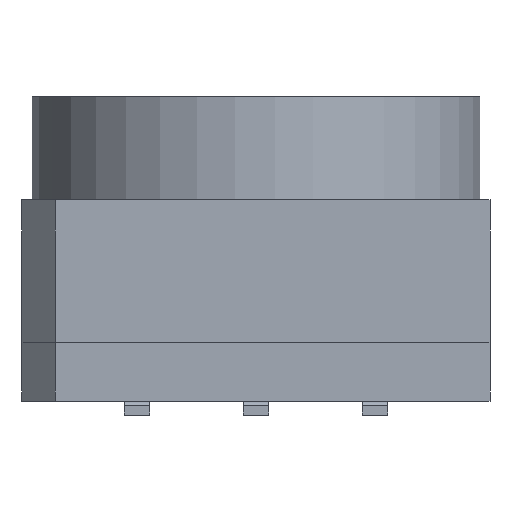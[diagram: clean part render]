
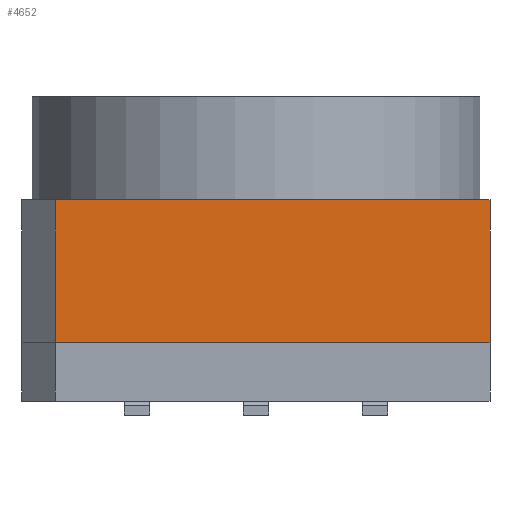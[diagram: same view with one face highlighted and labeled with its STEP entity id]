
A CAD part, left-side view. The second image highlights one B-rep face of the part: STEP entity #4652.
In plain terms, the highlighted planar face has unit normal (-1, 0, 0).
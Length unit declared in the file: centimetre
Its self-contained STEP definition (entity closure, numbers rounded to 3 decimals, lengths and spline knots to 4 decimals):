
#633=FACE_OUTER_BOUND('',#910,.T.);
#910=EDGE_LOOP('',(#4244,#4245,#4246,#4247));
#1010=LINE('',#5824,#1438);
#1330=LINE('',#8408,#1758);
#1333=LINE('',#8414,#1761);
#1340=LINE('',#8429,#1768);
#1438=VECTOR('',#5055,1.);
#1758=VECTOR('',#5555,1.);
#1761=VECTOR('',#5560,1.);
#1768=VECTOR('',#5571,1.);
#1870=VERTEX_POINT('',#5814);
#1873=VERTEX_POINT('',#5822);
#2239=VERTEX_POINT('',#8407);
#2241=VERTEX_POINT('',#8413);
#2359=EDGE_CURVE('',#1870,#1873,#1010,.T.);
#2907=EDGE_CURVE('',#2239,#1870,#1330,.T.);
#2910=EDGE_CURVE('',#2241,#2239,#1333,.T.);
#2918=EDGE_CURVE('',#2241,#1873,#1340,.T.);
#4244=ORIENTED_EDGE('',*,*,#2907,.T.);
#4245=ORIENTED_EDGE('',*,*,#2359,.T.);
#4246=ORIENTED_EDGE('',*,*,#2918,.F.);
#4247=ORIENTED_EDGE('',*,*,#2910,.T.);
#4400=PLANE('',#4829);
#4652=ADVANCED_FACE('',(#633),#4400,.T.);
#4829=AXIS2_PLACEMENT_3D('',#8428,#5569,#5570);
#5055=DIRECTION('',(0.,-1.,0.));
#5555=DIRECTION('',(0.,0.,-1.));
#5560=DIRECTION('',(0.,1.,0.));
#5569=DIRECTION('center_axis',(-1.,0.,0.));
#5570=DIRECTION('ref_axis',(0.,0.,
1.));
#5571=DIRECTION('',(0.,0.,-1.));
#5814=CARTESIAN_POINT('',(-0.5,0.4293,-0.1525));
#5822=CARTESIAN_POINT('',(-0.5,-0.5,-0.1525));
#5824=CARTESIAN_POINT('',(-0.5,0.5,-0.1525));
#8407=CARTESIAN_POINT('',(-0.5,0.4293,0.1525));
#8408=CARTESIAN_POINT('',(-0.5,0.4293,0.0763));
#8413=CARTESIAN_POINT('',(-0.5,-0.5,0.1525));
#8414=CARTESIAN_POINT('',(-0.5,0.5,0.1525));
#8428=CARTESIAN_POINT('Origin',(-0.5,-0.5,0.));
#8429=CARTESIAN_POINT('',(-0.5,-0.5,0.));
